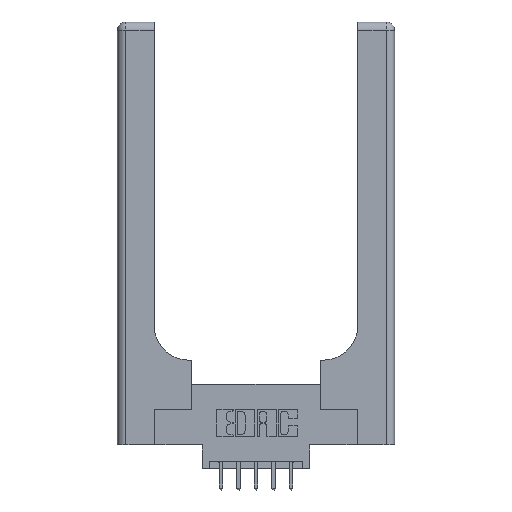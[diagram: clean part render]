
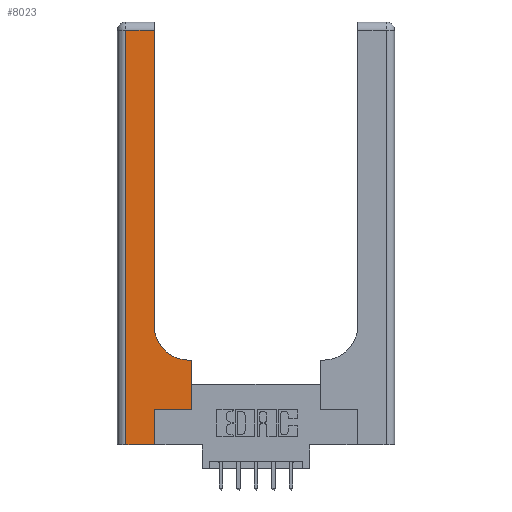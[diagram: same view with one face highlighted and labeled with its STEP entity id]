
A CAD part, top view. The second image highlights one B-rep face of the part: STEP entity #8023.
In plain terms, the highlighted planar face has unit normal (0, 0, 1).
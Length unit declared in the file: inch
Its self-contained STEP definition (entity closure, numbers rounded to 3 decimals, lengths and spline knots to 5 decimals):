
#122 = ORIENTED_EDGE ( 'NONE', *, *, #5938, .T. ) ;
#280 = ORIENTED_EDGE ( 'NONE', *, *, #9802, .T. ) ;
#385 = EDGE_CURVE ( 'NONE', #12974, #722, #8249, .T. ) ;
#387 = VERTEX_POINT ( 'NONE', #10373 ) ;
#722 = VERTEX_POINT ( 'NONE', #11493 ) ;
#807 = DIRECTION ( 'NONE',  ( 1., 0., 0. ) ) ;
#1081 = LINE ( 'NONE', #3189, #1238 ) ;
#1105 = EDGE_CURVE ( 'NONE', #722, #1484, #1081, .T. ) ;
#1158 = DIRECTION ( 'NONE',  ( 0., 1., 0. ) ) ;
#1197 = CARTESIAN_POINT ( 'NONE',  ( 0.528, 0.6, 0.37 ) ) ;
#1235 = CARTESIAN_POINT ( 'NONE',  ( 0.06, 2.94, 0.37 ) ) ;
#1238 = VECTOR ( 'NONE', #7656, 39.37008 ) ;
#1332 = LINE ( 'NONE', #5638, #7467 ) ;
#1484 = VERTEX_POINT ( 'NONE', #14017 ) ;
#1576 = VERTEX_POINT ( 'NONE', #13082 ) ;
#1680 = VERTEX_POINT ( 'NONE', #5691 ) ;
#1900 = DIRECTION ( 'NONE',  ( -1., 0., 0. ) ) ;
#1937 = CARTESIAN_POINT ( 'NONE',  ( 0.26, 0.85, 0.37 ) ) ;
#1977 = VECTOR ( 'NONE', #4091, 39.37008 ) ;
#2081 = DIRECTION ( 'NONE',  ( -1., 0., 0. ) ) ;
#2085 = LINE ( 'NONE', #8441, #3751 ) ;
#2160 = LINE ( 'NONE', #4477, #12317 ) ;
#2222 = VECTOR ( 'NONE', #1900, 39.37008 ) ;
#2747 = ORIENTED_EDGE ( 'NONE', *, *, #13129, .T. ) ;
#2751 = EDGE_CURVE ( 'NONE', #1680, #12974, #10609, .T. ) ;
#2922 = ORIENTED_EDGE ( 'NONE', *, *, #6786, .T. ) ;
#3189 = CARTESIAN_POINT ( 'NONE',  ( 0., 0., 0.37 ) ) ;
#3658 = EDGE_CURVE ( 'NONE', #7546, #1680, #4323, .T. ) ;
#3751 = VECTOR ( 'NONE', #807, 39.37008 ) ;
#4091 = DIRECTION ( 'NONE',  ( -1., 0., 0. ) ) ;
#4182 = PLANE ( 'NONE',  #5748 ) ;
#4323 = LINE ( 'NONE', #5452, #9591 ) ;
#4477 = CARTESIAN_POINT ( 'NONE',  ( 0.265, 0., 0.37 ) ) ;
#4819 = CARTESIAN_POINT ( 'NONE',  ( 0.51, 0.85, 0.37 ) ) ;
#5440 = EDGE_CURVE ( 'NONE', #9065, #387, #11591, .T. ) ;
#5452 = CARTESIAN_POINT ( 'NONE',  ( 0.26, 3., 0.37 ) ) ;
#5638 = CARTESIAN_POINT ( 'NONE',  ( 0.528, 0.25, 0.37 ) ) ;
#5691 = CARTESIAN_POINT ( 'NONE',  ( 0.26, 2.94, 0.37 ) ) ;
#5748 = AXIS2_PLACEMENT_3D ( 'NONE', #12846, #11775, #2081 ) ;
#5938 = EDGE_CURVE ( 'NONE', #1484, #12540, #2160, .T. ) ;
#6290 = CIRCLE ( 'NONE', #13546, 0.25 ) ;
#6428 = CARTESIAN_POINT ( 'NONE',  ( 0.26, 0.6, 0.37 ) ) ;
#6786 = EDGE_CURVE ( 'NONE', #1576, #9065, #1332, .T. ) ;
#7006 = CARTESIAN_POINT ( 'NONE',  ( 0.06, 3., 0.37 ) ) ;
#7467 = VECTOR ( 'NONE', #8955, 39.37008 ) ;
#7546 = VERTEX_POINT ( 'NONE', #1937 ) ;
#7622 = CARTESIAN_POINT ( 'NONE',  ( 0.265, 0.25, 0.37 ) ) ;
#7656 = DIRECTION ( 'NONE',  ( 1., 0., 0. ) ) ;
#7748 = DIRECTION ( 'NONE',  ( 0., 1., 0. ) ) ;
#7858 = ORIENTED_EDGE ( 'NONE', *, *, #1105, .T. ) ;
#8016 = ORIENTED_EDGE ( 'NONE', *, *, #2751, .T. ) ;
#8023 = ADVANCED_FACE ( 'NONE', ( #8505 ), #4182, .F. ) ;
#8183 = DIRECTION ( 'NONE',  ( 0., -1., 0. ) ) ;
#8249 = LINE ( 'NONE', #7006, #9005 ) ;
#8441 = CARTESIAN_POINT ( 'NONE',  ( 0.265, 0.25, 0.37 ) ) ;
#8505 = FACE_OUTER_BOUND ( 'NONE', #13297, .T. ) ;
#8955 = DIRECTION ( 'NONE',  ( 0., 1., 0. ) ) ;
#9005 = VECTOR ( 'NONE', #8183, 39.37008 ) ;
#9065 = VERTEX_POINT ( 'NONE', #1197 ) ;
#9146 = DIRECTION ( 'NONE',  ( 1., 0., 0. ) ) ;
#9332 = ORIENTED_EDGE ( 'NONE', *, *, #385, .T. ) ;
#9591 = VECTOR ( 'NONE', #1158, 39.37008 ) ;
#9802 = EDGE_CURVE ( 'NONE', #12540, #1576, #2085, .T. ) ;
#10373 = CARTESIAN_POINT ( 'NONE',  ( 0.51, 0.6, 0.37 ) ) ;
#10609 = LINE ( 'NONE', #13679, #1977 ) ;
#11493 = CARTESIAN_POINT ( 'NONE',  ( 0.06, 0., 0.37 ) ) ;
#11591 = LINE ( 'NONE', #6428, #2222 ) ;
#11775 = DIRECTION ( 'NONE',  ( 0., 0., -1. ) ) ;
#12317 = VECTOR ( 'NONE', #7748, 39.37008 ) ;
#12540 = VERTEX_POINT ( 'NONE', #7622 ) ;
#12846 = CARTESIAN_POINT ( 'NONE',  ( 0., 3., 0.37 ) ) ;
#12974 = VERTEX_POINT ( 'NONE', #1235 ) ;
#13072 = ORIENTED_EDGE ( 'NONE', *, *, #5440, .T. ) ;
#13082 = CARTESIAN_POINT ( 'NONE',  ( 0.528, 0.25, 0.37 ) ) ;
#13129 = EDGE_CURVE ( 'NONE', #387, #7546, #6290, .T. ) ;
#13297 = EDGE_LOOP ( 'NONE', ( #13639, #8016, #9332, #7858, #122, #280, #2922, #13072, #2747 ) ) ;
#13342 = DIRECTION ( 'NONE',  ( 0., 0., -1. ) ) ;
#13546 = AXIS2_PLACEMENT_3D ( 'NONE', #4819, #13342, #9146 ) ;
#13639 = ORIENTED_EDGE ( 'NONE', *, *, #3658, .T. ) ;
#13679 = CARTESIAN_POINT ( 'NONE',  ( 0., 2.94, 0.37 ) ) ;
#14017 = CARTESIAN_POINT ( 'NONE',  ( 0.265, 0., 0.37 ) ) ;
